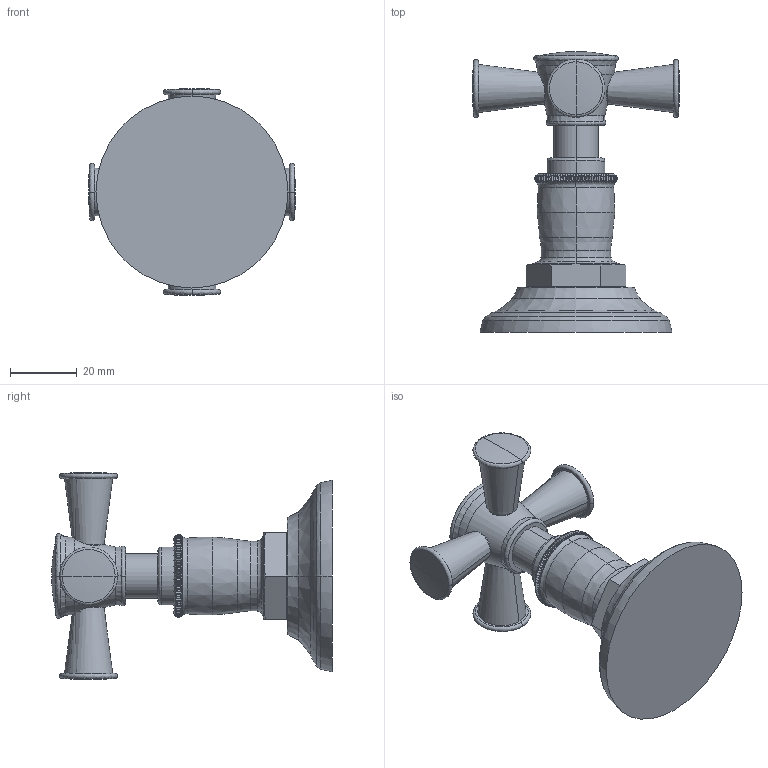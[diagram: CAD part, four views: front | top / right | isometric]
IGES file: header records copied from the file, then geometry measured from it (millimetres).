
Start section:  PTC IGES file: 3-562.igs
Global section: file name: 3-562.igs; native system: Creo Parametric by PTC Inc.; preprocessor: 2018400; author: jinson.thomas; organization: Unknown; date: 20210104.112919; units: inch
Bounding box: 62.23 x 84.38 x 62.23 mm (x, y, z)
Volume: 59497.9 mm3; surface area: 15730.5 mm2
Topology: 1 solids, 1 shells, 374 faces, 1054 edges, 681 vertices
Faces by surface type: bspline 306, revolution 68
